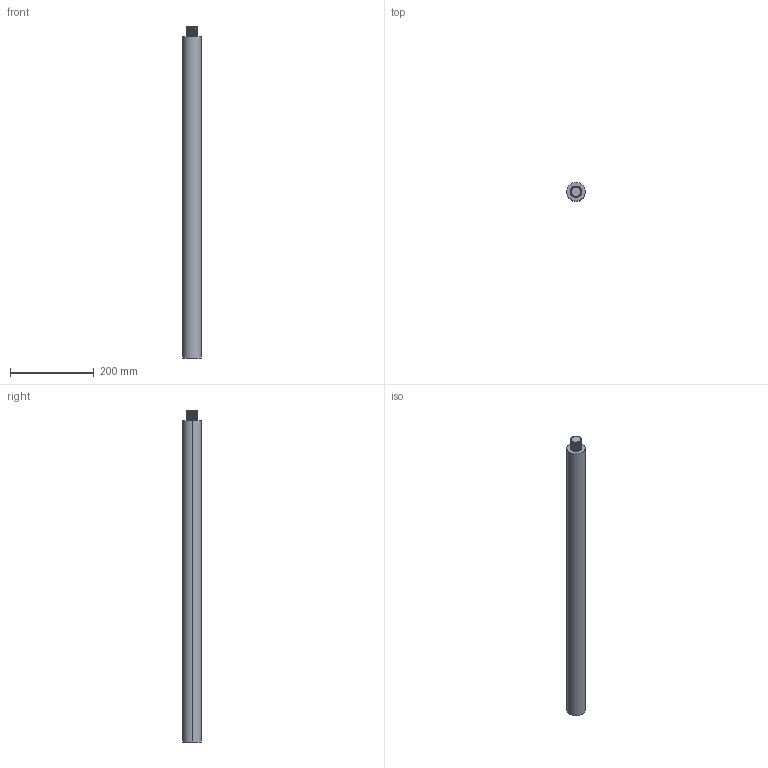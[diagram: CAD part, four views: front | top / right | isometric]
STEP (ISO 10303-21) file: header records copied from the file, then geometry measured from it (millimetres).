
FILE_DESCRIPTION((''),'2;1');
FILE_NAME('SOLID_SHAFT_PART','2022-05-25T14:32:35',('ingri'),(''),'CREO PARAMETRIC BY PTC INC, 2021164','CREO PARAMETRIC BY PTC INC, 2021164','');
FILE_SCHEMA(('CONFIG_CONTROL_DESIGN'));
Length unit declared in the file: millimetre
Products named in the file (1): SOLID_SHAFT_PART
Bounding box: 44.45 x 44.45 x 793 mm (x, y, z)
Volume: 1185980.4 mm3; surface area: 118978.3 mm2
Topology: 1 solids, 1 shells, 24 faces, 90 edges, 70 vertices
Faces by surface type: bspline 12, plane 6, cylinder 6
Entity records: 3603 total; most frequent: CARTESIAN_POINT 2931, ORIENTED_EDGE 180, EDGE_CURVE 90, VERTEX_POINT 70, B_SPLINE_CURVE_WITH_KNOTS 64, DIRECTION 58, EDGE_LOOP 26, FACE_OUTER_BOUND 24
